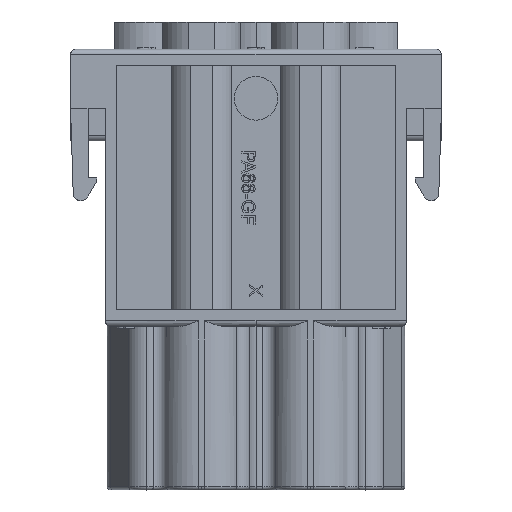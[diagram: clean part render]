
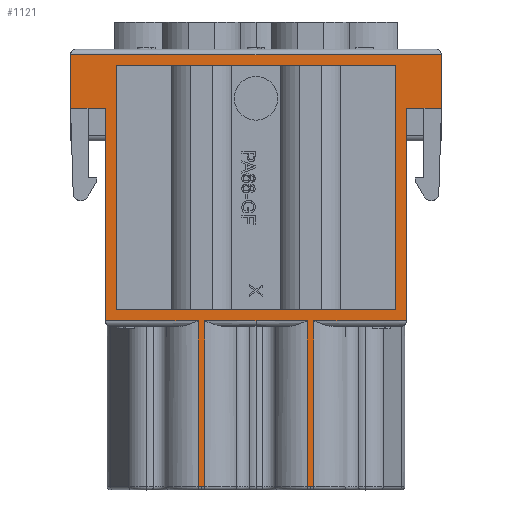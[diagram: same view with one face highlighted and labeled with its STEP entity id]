
A CAD part, left-side view. The second image highlights one B-rep face of the part: STEP entity #1121.
In plain terms, the highlighted planar face has unit normal (-1, 0, 0).
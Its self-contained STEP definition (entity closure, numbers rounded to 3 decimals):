
#255=FACE_BOUND('',#2355,.T.);
#256=FACE_BOUND('',#2356,.T.);
#654=PLANE('',#10627);
#1121=ADVANCED_FACE('',(#255,#256),#654,.F.);
#2355=EDGE_LOOP('',(#6217,#6218,#6219,#6220));
#2356=EDGE_LOOP('',(#6221,#6222,#6223,#6224,#6225,#6226,#6227,#6228,#6229,
#6230,#6231,#6232,#6233,#6234,#6235,#6236,#6237,#6238,#6239));
#2770=LINE('',#14339,#3724);
#2906=LINE('',#14691,#3862);
#2913=LINE('',#14708,#3869);
#2934=LINE('',#14757,#3890);
#2936=LINE('',#14761,#3892);
#3079=LINE('',#15156,#4037);
#3083=LINE('',#15163,#4041);
#3086=LINE('',#15168,#4044);
#3108=LINE('',#15301,#4066);
#3109=LINE('',#15317,#4067);
#3110=LINE('',#15325,#4068);
#3113=LINE('',#15333,#4071);
#3135=LINE('',#15450,#4093);
#3231=LINE('',#15849,#4189);
#3250=LINE('',#15889,#4208);
#3251=LINE('',#15891,#4209);
#3259=LINE('',#15924,#4217);
#3260=LINE('',#15929,#4218);
#3262=LINE('',#15936,#4220);
#3280=LINE('',#16015,#4238);
#3281=LINE('',#16017,#4239);
#3282=LINE('',#16021,#4240);
#3283=LINE('',#16037,#4241);
#3724=VECTOR('',#11158,1.);
#3862=VECTOR('',#11474,1.);
#3869=VECTOR('',#11485,1.);
#3890=VECTOR('',#11540,1.);
#3892=VECTOR('',#11544,1.);
#4037=VECTOR('',#11899,1.);
#4041=VECTOR('',#11907,1.);
#4044=VECTOR('',#11912,1.);
#4066=VECTOR('',#12020,1.);
#4067=VECTOR('',#12023,1.);
#4068=VECTOR('',#12034,1.);
#4071=VECTOR('',#12041,1.);
#4093=VECTOR('',#12181,1.);
#4189=VECTOR('',#12579,1.);
#4208=VECTOR('',#12622,1.);
#4209=VECTOR('',#12625,1.);
#4217=VECTOR('',#12643,1.);
#4218=VECTOR('',#12650,1.);
#4220=VECTOR('',#12660,1.);
#4238=VECTOR('',#12746,1.);
#4239=VECTOR('',#12749,1.);
#4240=VECTOR('',#12754,1.);
#4241=VECTOR('',#12757,1.);
#6217=ORIENTED_EDGE('',*,*,#8733,.F.);
#6218=ORIENTED_EDGE('',*,*,#8700,.F.);
#6219=ORIENTED_EDGE('',*,*,#8708,.F.);
#6220=ORIENTED_EDGE('',*,*,#8735,.F.);
#6221=ORIENTED_EDGE('',*,*,#8930,.F.);
#6222=ORIENTED_EDGE('',*,*,#8532,.F.);
#6223=ORIENTED_EDGE('',*,*,#9232,.F.);
#6224=ORIENTED_EDGE('',*,*,#9254,.F.);
#6225=ORIENTED_EDGE('',*,*,#9255,.F.);
#6226=ORIENTED_EDGE('',*,*,#9266,.F.);
#6227=ORIENTED_EDGE('',*,*,#9269,.F.);
#6228=ORIENTED_EDGE('',*,*,#9273,.F.);
#6229=ORIENTED_EDGE('',*,*,#9047,.F.);
#6230=ORIENTED_EDGE('',*,*,#9314,.F.);
#6231=ORIENTED_EDGE('',*,*,#9312,.F.);
#6232=ORIENTED_EDGE('',*,*,#9310,.F.);
#6233=ORIENTED_EDGE('',*,*,#9309,.F.);
#6234=ORIENTED_EDGE('',*,*,#8989,.F.);
#6235=ORIENTED_EDGE('',*,*,#8985,.F.);
#6236=ORIENTED_EDGE('',*,*,#8981,.F.);
#6237=ORIENTED_EDGE('',*,*,#8979,.F.);
#6238=ORIENTED_EDGE('',*,*,#8923,.F.);
#6239=ORIENTED_EDGE('',*,*,#8927,.F.);
#7587=VERTEX_POINT('',#14340);
#7588=VERTEX_POINT('',#14341);
#7699=VERTEX_POINT('',#14690);
#7700=VERTEX_POINT('',#14692);
#7707=VERTEX_POINT('',#14707);
#7719=VERTEX_POINT('',#14758);
#7847=VERTEX_POINT('',#15146);
#7852=VERTEX_POINT('',#15155);
#7853=VERTEX_POINT('',#15162);
#7882=VERTEX_POINT('',#15302);
#7883=VERTEX_POINT('',#15318);
#7885=VERTEX_POINT('',#15326);
#7888=VERTEX_POINT('',#15334);
#7922=VERTEX_POINT('',#15445);
#7924=VERTEX_POINT('',#15451);
#8046=VERTEX_POINT('',#15848);
#8055=VERTEX_POINT('',#15888);
#8056=VERTEX_POINT('',#15892);
#8062=VERTEX_POINT('',#15923);
#8063=VERTEX_POINT('',#15928);
#8078=VERTEX_POINT('',#16014);
#8079=VERTEX_POINT('',#16018);
#8080=VERTEX_POINT('',#16022);
#8532=EDGE_CURVE('',#7587,#7588,#2770,.T.);
#8700=EDGE_CURVE('',#7699,#7700,#2906,.T.);
#8708=EDGE_CURVE('',#7707,#7699,#2913,.T.);
#8733=EDGE_CURVE('',#7700,#7719,#2934,.T.);
#8735=EDGE_CURVE('',#7719,#7707,#2936,.T.);
#8923=EDGE_CURVE('',#7852,#7847,#3079,.T.);
#8927=EDGE_CURVE('',#7853,#7852,#3083,.T.);
#8930=EDGE_CURVE('',#7588,#7853,#3086,.T.);
#8979=EDGE_CURVE('',#7847,#7882,#3108,.T.);
#8981=EDGE_CURVE('',#7882,#7883,#3109,.T.);
#8985=EDGE_CURVE('',#7883,#7885,#3110,.T.);
#8989=EDGE_CURVE('',#7885,#7888,#3113,.T.);
#9047=EDGE_CURVE('',#7922,#7924,#3135,.T.);
#9232=EDGE_CURVE('',#8046,#7587,#3231,.T.);
#9254=EDGE_CURVE('',#8055,#8046,#3250,.T.);
#9255=EDGE_CURVE('',#8056,#8055,#3251,.T.);
#9266=EDGE_CURVE('',#8062,#8056,#3259,.T.);
#9269=EDGE_CURVE('',#8063,#8062,#3260,.T.);
#9273=EDGE_CURVE('',#7924,#8063,#3262,.T.);
#9309=EDGE_CURVE('',#7888,#8078,#3280,.T.);
#9310=EDGE_CURVE('',#8078,#8079,#3281,.T.);
#9312=EDGE_CURVE('',#8079,#8080,#3282,.T.);
#9314=EDGE_CURVE('',#8080,#7922,#3283,.T.);
#10627=AXIS2_PLACEMENT_3D('',#16039,#12760,#12761);
#11158=DIRECTION('',(0.,-1.,0.));
#11474=DIRECTION('',(0.,1.,0.));
#11485=DIRECTION('',(0.,0.,1.));
#11540=DIRECTION('',(0.,0.,-1.));
#11544=DIRECTION('',(0.,-1.,0.));
#11899=DIRECTION('',(0.,0.,-1.));
#11907=DIRECTION('',(0.,1.,0.));
#11912=DIRECTION('',(0.,0.,-1.));
#12020=DIRECTION('',(0.,1.,0.));
#12023=DIRECTION('',(0.,0.,-1.));
#12034=DIRECTION('',(0.,1.,0.));
#12041=DIRECTION('',(0.,1.,0.));
#12181=DIRECTION('',(0.,1.,0.));
#12579=DIRECTION('',(0.,0.,1.));
#12622=DIRECTION('',(0.,1.,0.));
#12625=DIRECTION('',(0.,0.,1.));
#12643=DIRECTION('',(0.,1.,0.));
#12650=DIRECTION('',(0.,0.,1.));
#12660=DIRECTION('',(0.,1.,0.));
#12746=DIRECTION('',(0.,0.,1.));
#12749=DIRECTION('',(0.,1.,0.));
#12754=DIRECTION('',(0.,1.,0.));
#12757=DIRECTION('',(0.,0.,-1.));
#12760=DIRECTION('',(1.,0.,0.));
#12761=DIRECTION('',(0.,1.,0.));
#14339=CARTESIAN_POINT('',(-5.7,17.,24.9));
#14340=CARTESIAN_POINT('',(-5.7,17.,24.9));
#14341=CARTESIAN_POINT('',(-5.7,-17.,24.9));
#14690=CARTESIAN_POINT('',(-5.7,-12.8,23.9));
#14691=CARTESIAN_POINT('',(-5.7,-12.8,23.9));
#14692=CARTESIAN_POINT('',(-5.7,12.8,23.9));
#14707=CARTESIAN_POINT('',(-5.7,-12.8,1.5));
#14708=CARTESIAN_POINT('',(-5.7,-12.8,1.5));
#14757=CARTESIAN_POINT('',(-5.7,12.8,23.9));
#14758=CARTESIAN_POINT('',(-5.7,12.8,1.5));
#14761=CARTESIAN_POINT('',(-5.7,12.8,1.5));
#15146=CARTESIAN_POINT('',(-5.7,-13.8,0.5));
#15155=CARTESIAN_POINT('',(-5.7,-13.8,20.));
#15156=CARTESIAN_POINT('',(-5.7,-13.8,20.));
#15162=CARTESIAN_POINT('',(-5.7,-17.,20.));
#15163=CARTESIAN_POINT('',(-5.7,-17.,20.));
#15168=CARTESIAN_POINT('',(-5.7,-17.,24.9));
#15301=CARTESIAN_POINT('',(-5.7,-13.8,0.5));
#15302=CARTESIAN_POINT('',(-5.7,-5.3,0.5));
#15317=CARTESIAN_POINT('',(-5.7,-5.3,0.5));
#15318=CARTESIAN_POINT('',(-5.7,-5.3,-14.7));
#15325=CARTESIAN_POINT('',(-5.7,-5.3,-14.7));
#15326=CARTESIAN_POINT('',(-5.7,-5.,-14.7));
#15333=CARTESIAN_POINT('',(-5.7,-5.,-14.7));
#15334=CARTESIAN_POINT('',(-5.7,-4.7,-14.7));
#15445=CARTESIAN_POINT('',(-5.7,4.7,-14.7));
#15450=CARTESIAN_POINT('',(-5.7,4.7,-14.7));
#15451=CARTESIAN_POINT('',(-5.7,5.,-14.7));
#15848=CARTESIAN_POINT('',(-5.7,17.,20.));
#15849=CARTESIAN_POINT('',(-5.7,17.,20.));
#15888=CARTESIAN_POINT('',(-5.7,13.8,20.));
#15889=CARTESIAN_POINT('',(-5.7,13.8,20.));
#15891=CARTESIAN_POINT('',(-5.7,13.8,0.5));
#15892=CARTESIAN_POINT('',(-5.7,13.8,0.5));
#15923=CARTESIAN_POINT('',(-5.7,5.3,0.5));
#15924=CARTESIAN_POINT('',(-5.7,5.3,0.5));
#15928=CARTESIAN_POINT('',(-5.7,5.3,-14.7));
#15929=CARTESIAN_POINT('',(-5.7,5.3,-14.7));
#15936=CARTESIAN_POINT('',(-5.7,5.,-14.7));
#16014=CARTESIAN_POINT('',(-5.7,-4.7,0.5));
#16015=CARTESIAN_POINT('',(-5.7,-4.7,-14.7));
#16017=CARTESIAN_POINT('',(-5.7,-4.7,0.5));
#16018=CARTESIAN_POINT('',(-5.7,0.,0.5));
#16021=CARTESIAN_POINT('',(-5.7,0.,0.5));
#16022=CARTESIAN_POINT('',(-5.7,4.7,0.5));
#16037=CARTESIAN_POINT('',(-5.7,4.7,0.5));
#16039=CARTESIAN_POINT('',(-5.7,17.4,25.8));
